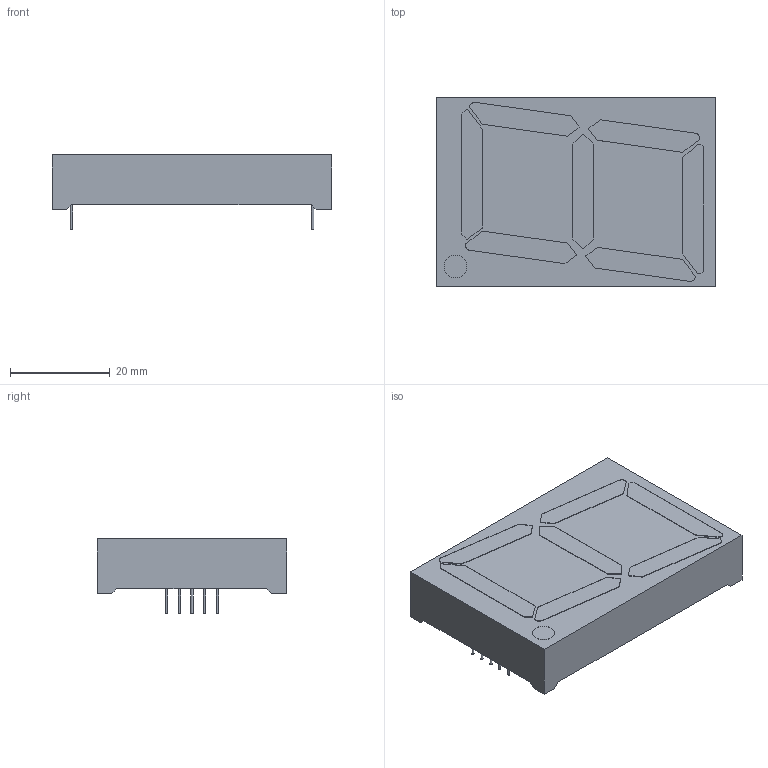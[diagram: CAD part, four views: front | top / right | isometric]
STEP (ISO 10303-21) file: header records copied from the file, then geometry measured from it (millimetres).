
FILE_DESCRIPTION(('FreeCAD Model'),'2;1');
FILE_NAME('Pin001_sp.step','2017-07-25T23:39:48',( 'kicad StepUp'),('ksu MCAD'),'Open CASCADE STEP processor 7.1', 'FreeCAD','Unknown');
FILE_SCHEMA(('AUTOMOTIVE_DESIGN { 1 0 10303 214 1 1 1 1 }'));
Length unit declared in the file: millimetre
Products named in the file (1): Pin001_sp
Bounding box: 56 x 38 x 15.1 mm (x, y, z)
Volume: 21402.4 mm3; surface area: 6291 mm2
Topology: 1 solids, 1 shells, 107 faces, 268 edges, 176 vertices
Faces by surface type: plane 92, cylinder 15
Full cylindrical faces by diameter (mm): 0.5 x10, 4.5 x1
Entity records: 2321 total; most frequent: CARTESIAN_POINT 443, ORIENTED_EDGE 411, EDGE_CURVE 268, LINE 207, VERTEX_POINT 176, FACE_BOUND 120, EDGE_LOOP 120, AXIS2_PLACEMENT_3D 108
